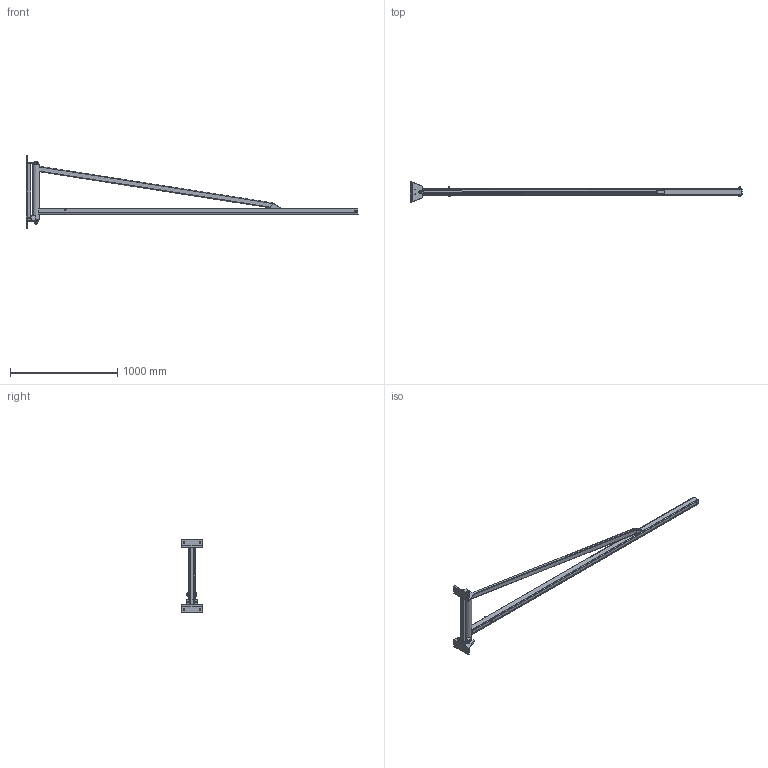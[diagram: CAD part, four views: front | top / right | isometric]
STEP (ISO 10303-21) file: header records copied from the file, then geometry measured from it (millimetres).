
FILE_DESCRIPTION(('STEP AP214'),'1');
FILE_NAME('PMH Väggsvängkran Frej 100-3.stp','2013-08-16T07:42:15',(' '),(' '),'Spatial InterOp 3D',' ',' ');
FILE_SCHEMA(('automotive_design'));
Length unit declared in the file: millimetre
Products named in the file (44): F0100-3; Profil 5; _ndstopp Profil 5; Hydraulrör, L=55; Polyfjäder 32s/12; Bultf_rband M10x80; M6S M10x80; DIN_985 M10; Bultf_rband M10; Kil III; Kil sida III; Kil Ovansida III; Lagerrör; KKR; PMH Vaggsvangkran Frej 100-3; V_ggf_ste; Part66; Part69; Part70; V_ggf_ste typ 2 med axel; Axel I; Axelkant  I; Distansbricka I; Hylsa I; Bultf_rband M6x35, M6 L_smutter; M6S M6x35; DIN_985 M6; Broms Pelare 2; Nylon; Bolt Assembly; Tryckfjäder Ø14/10,5, L=24; M6M M10; Gängstång M10x55
Assembly tree (43 placements, depth 5):
  PMH Vaggsvangkran Frej 100-3
    F0100-3
      Profil 5
      _ndstopp Profil 5
        Hydraulrör, L=55
        Polyfjäder 32s/12
        Bultf_rband M10x80
          M6S M10x80
          DIN_985 M10
      Bultf_rband M10
        M6S M10x80
        DIN_985 M10
      Kil III
        Kil sida III
        Kil sida III
        Kil Ovansida III
      Lagerrör
      KKR
    V_ggf_ste typ 2 med axel
      V_ggf_ste
        Part66
        Part69
        Part70
        Part66
      Axel I
        Axelkant  I
        Axel I
        Distansbricka I
        Hylsa I
        Bultf_rband M6x35, M6 L_smutter
          M6S M6x35
          DIN_985 M6
      Broms Pelare 2
        Nylon
        Bolt Assembly
          Tryckfjäder Ø14/10,5, L=24
          M6M M10
          M6M M10
          Gängstång M10x55
        Bolt Assembly
          Tryckfjäder Ø14/10,5, L=24
          M6M M10
          M6M M10
          Gängstång M10x55
Bounding box: 3093.99 x 200 x 687 mm (x, y, z)
Volume: 5179419.1 mm3; surface area: 2405817.7 mm2
Topology: 31 solids, 31 shells, 405 faces, 908 edges, 568 vertices
Faces by surface type: plane 197, cone 115, cylinder 87, bspline 6
Full cylindrical faces by diameter (mm): 4.5 x1, 5.46 x1, 6 x2, 7 x5, 9.1 x2, 10 x11, 11 x5, 12 x1, 15 x1, 17 x6, 20 x4, 21 x2, 26 x2, 27 x1, 32 x1, 51.3 x1, 60.3 x1
Entity records: 18696 total; most frequent: CARTESIAN_POINT 6200, DIRECTION 1773, ORIENTED_EDGE 1638, EDGE_CURVE 819, AXIS2_PLACEMENT_3D 729, VERTEX_POINT 550, EDGE_LOOP 539, FACE_OUTER_BOUND 458
